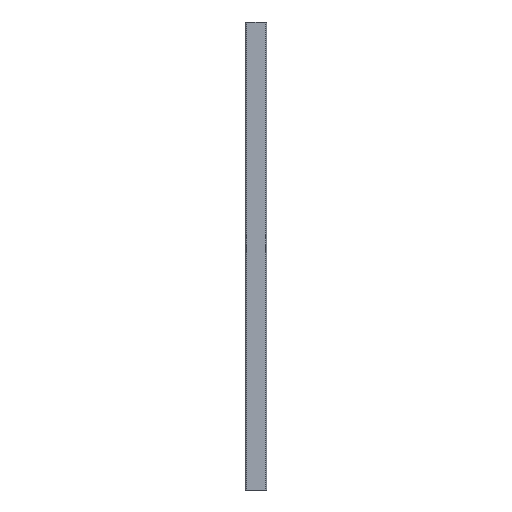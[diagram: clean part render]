
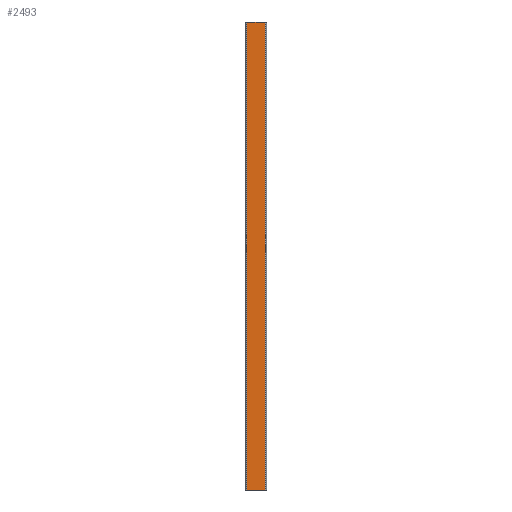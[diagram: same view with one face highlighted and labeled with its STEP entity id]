
A CAD part, front view. The second image highlights one B-rep face of the part: STEP entity #2493.
In plain terms, the highlighted planar face has unit normal (0, -1, 0).
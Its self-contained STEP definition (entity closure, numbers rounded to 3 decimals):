
#213=FACE_OUTER_BOUND($,#333,.T.);
#333=EDGE_LOOP($,(#1973,#1974,#1975,#1976));
#621=LINE($,#3952,#925);
#622=LINE($,#3954,#926);
#623=LINE($,#3956,#927);
#624=LINE($,#3957,#928);
#925=VECTOR($,#3238,39.);
#926=VECTOR($,#3239,1000.);
#927=VECTOR($,#3240,39.);
#928=VECTOR($,#3241,1000.);
#1177=VERTEX_POINT($,#3950);
#1178=VERTEX_POINT($,#3951);
#1179=VERTEX_POINT($,#3953);
#1180=VERTEX_POINT($,#3955);
#1515=EDGE_CURVE($,#1177,#1178,#621,.T.);
#1516=EDGE_CURVE($,#1178,#1179,#622,.T.);
#1517=EDGE_CURVE($,#1180,#1179,#623,.T.);
#1518=EDGE_CURVE($,#1177,#1180,#624,.T.);
#1973=ORIENTED_EDGE($,*,*,#1515,.T.);
#1974=ORIENTED_EDGE($,*,*,#1516,.T.);
#1975=ORIENTED_EDGE($,*,*,#1517,.F.);
#1976=ORIENTED_EDGE($,*,*,#1518,.F.);
#2376=PLANE($,#2664);
#2493=ADVANCED_FACE($,(#213),#2376,.T.);
#2664=AXIS2_PLACEMENT_3D($,#3949,#3236,#3237);
#3236=DIRECTION('center_axis',(0.,-1.,0.));
#3237=DIRECTION('ref_axis',(1.,0.,0.));
#3238=DIRECTION($,(1.,0.,0.));
#3239=DIRECTION($,(0.,0.,1.));
#3240=DIRECTION($,(1.,0.,0.));
#3241=DIRECTION($,(0.,0.,1.));
#3949=CARTESIAN_POINT('Origin',(-19.5,-22.5,0.));
#3950=CARTESIAN_POINT('',(-19.5,-22.5,0.));
#3951=CARTESIAN_POINT('',(19.5,-22.5,0.));
#3952=CARTESIAN_POINT($,(-19.5,-22.5,0.));
#3953=CARTESIAN_POINT('',(19.5,-22.5,1000.));
#3954=CARTESIAN_POINT($,(19.5,-22.5,0.));
#3955=CARTESIAN_POINT('',(-19.5,-22.5,1000.));
#3956=CARTESIAN_POINT($,(-19.5,-22.5,1000.));
#3957=CARTESIAN_POINT($,(-19.5,-22.5,0.));
